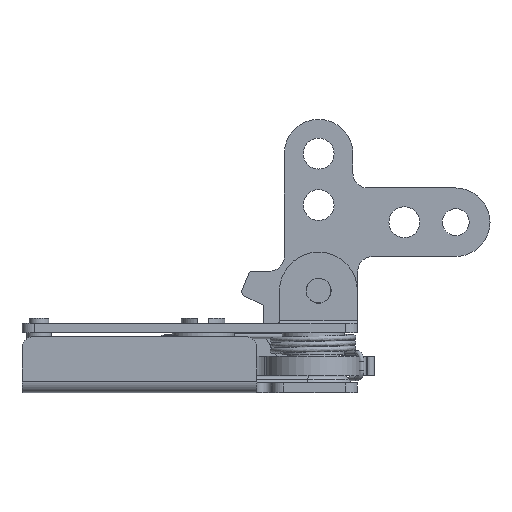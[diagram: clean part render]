
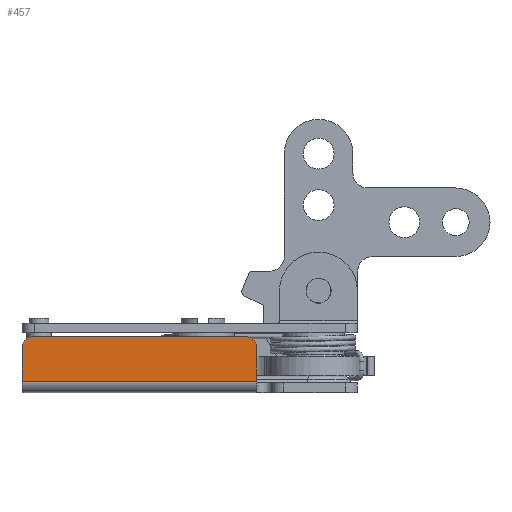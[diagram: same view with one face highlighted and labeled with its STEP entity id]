
A CAD part, front view. The second image highlights one B-rep face of the part: STEP entity #457.
In plain terms, the highlighted planar face has unit normal (0, -1, 0).
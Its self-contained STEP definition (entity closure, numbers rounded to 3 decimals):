
#457=ADVANCED_FACE('',(#1087),#1088,.T.);
#1087=FACE_OUTER_BOUND('',#2036,.T.);
#1088=PLANE('',#2037);
#2036=EDGE_LOOP('',(#4256,#4257,#4258,#4259,#4260,#4261));
#2037=AXIS2_PLACEMENT_3D('',#4262,#4263,#4264);
#4256=ORIENTED_EDGE('',*,*,#6299,.T.);
#4257=ORIENTED_EDGE('',*,*,#6377,.F.);
#4258=ORIENTED_EDGE('',*,*,#6378,.F.);
#4259=ORIENTED_EDGE('',*,*,#6313,.T.);
#4260=ORIENTED_EDGE('',*,*,#6373,.T.);
#4261=ORIENTED_EDGE('',*,*,#6203,.F.);
#4262=CARTESIAN_POINT('',(6.312,23.027,-5.75));
#4263=DIRECTION('',(0.,-1.0,0.));
#4264=DIRECTION('',(1.0,0.0,0.));
#6203=EDGE_CURVE('',#7094,#7096,#7097,.T.);
#6299=EDGE_CURVE('',#7094,#7270,#7272,.T.);
#6313=EDGE_CURVE('',#7291,#7289,#7292,.T.);
#6373=EDGE_CURVE('',#7289,#7096,#7366,.T.);
#6377=EDGE_CURVE('',#7370,#7270,#7371,.T.);
#6378=EDGE_CURVE('',#7291,#7370,#7372,.T.);
#7094=VERTEX_POINT('',#8416);
#7096=VERTEX_POINT('',#8419);
#7097=CIRCLE('',#8420,2.5);
#7270=VERTEX_POINT('',#8638);
#7272=LINE('',#8641,#8642);
#7289=VERTEX_POINT('',#8664);
#7291=VERTEX_POINT('',#8666);
#7292=LINE('',#8667,#8668);
#7366=LINE('',#8772,#8773);
#7370=VERTEX_POINT('',#8777);
#7371=CIRCLE('',#8778,2.5);
#7372=LINE('',#8779,#8780);
#8416=CARTESIAN_POINT('',(3.812,23.027,5.75));
#8419=CARTESIAN_POINT('',(6.312,23.027,3.25));
#8420=AXIS2_PLACEMENT_3D('',#10306,#10307,#10308);
#8638=CARTESIAN_POINT('',(-39.188,23.027,5.75));
#8641=CARTESIAN_POINT('',(6.312,23.027,5.75));
#8642=VECTOR('',#10472,1.0);
#8664=CARTESIAN_POINT('',(6.312,23.027,-3.45));
#8666=CARTESIAN_POINT('',(-41.688,23.027,-3.45));
#8667=CARTESIAN_POINT('',(6.312,23.027,-3.45));
#8668=VECTOR('',#10490,1.0);
#8772=CARTESIAN_POINT('',(6.312,23.027,-5.75));
#8773=VECTOR('',#10557,1.0);
#8777=CARTESIAN_POINT('',(-41.688,23.027,3.25));
#8778=AXIS2_PLACEMENT_3D('',#10558,#10559,#10560);
#8779=CARTESIAN_POINT('',(-41.688,23.027,-5.75));
#8780=VECTOR('',#10561,1.0);
#10306=CARTESIAN_POINT('',(3.812,23.027,3.25));
#10307=DIRECTION('',(0.,1.0,0.));
#10308=DIRECTION('',(-1.0,0.,0.));
#10472=DIRECTION('',(-1.0,0.,0.));
#10490=DIRECTION('',(1.0,0.,0.));
#10557=DIRECTION('',(0.,0.,1.0));
#10558=CARTESIAN_POINT('',(-39.188,23.027,3.25));
#10559=DIRECTION('',(0.,1.0,0.));
#10560=DIRECTION('',(-1.0,0.,0.));
#10561=DIRECTION('',(0.,0.,1.0));
